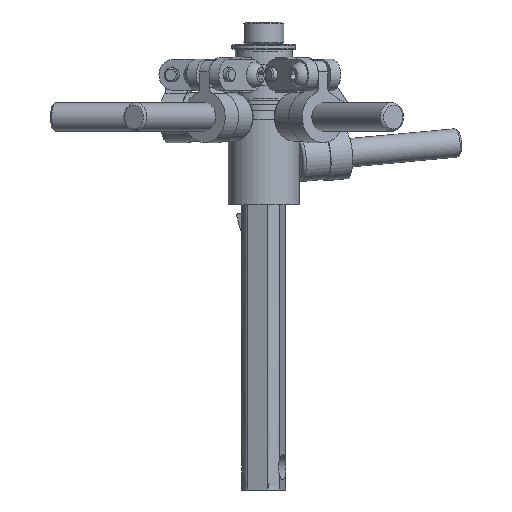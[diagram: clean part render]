
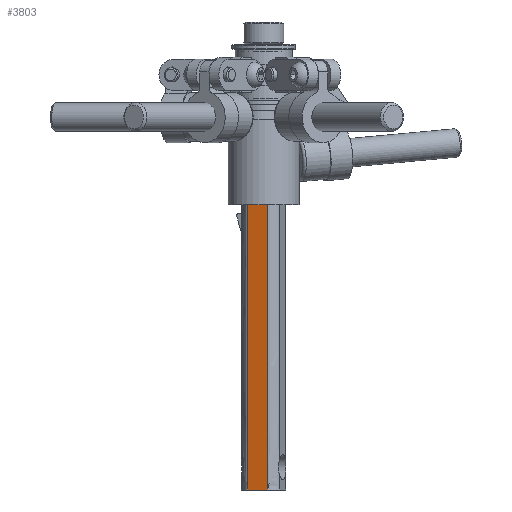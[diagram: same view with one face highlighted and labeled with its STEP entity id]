
A CAD part, front view. The second image highlights one B-rep face of the part: STEP entity #3803.
In plain terms, the highlighted face is planar.
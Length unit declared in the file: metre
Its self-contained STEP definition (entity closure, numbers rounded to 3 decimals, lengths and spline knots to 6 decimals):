
#58=B_SPLINE_CURVE_WITH_KNOTS('',3,(#5922,#5923,#5924,#5925),
 .UNSPECIFIED.,.F.,.F.,(4,4),(0.,1.),.UNSPECIFIED.);
#59=B_SPLINE_CURVE_WITH_KNOTS('',3,(#5929,#5930,#5931,#5932),
 .UNSPECIFIED.,.F.,.F.,(4,4),(0.,1.),.UNSPECIFIED.);
#455=LINE('',#5919,#669);
#456=LINE('',#5927,#670);
#669=VECTOR('',#4787,1.);
#670=VECTOR('',#4788,1.);
#1000=ORIENTED_EDGE('',*,*,#1957,.T.);
#1001=ORIENTED_EDGE('',*,*,#1958,.T.);
#1002=ORIENTED_EDGE('',*,*,#1959,.F.);
#1003=ORIENTED_EDGE('',*,*,#1960,.T.);
#1957=EDGE_CURVE('',#2451,#2452,#455,.T.);
#1958=EDGE_CURVE('',#2452,#2453,#58,.T.);
#1959=EDGE_CURVE('',#2454,#2453,#456,.T.);
#1960=EDGE_CURVE('',#2454,#2451,#59,.T.);
#2451=VERTEX_POINT('',#5920);
#2452=VERTEX_POINT('',#5921);
#2453=VERTEX_POINT('',#5926);
#2454=VERTEX_POINT('',#5928);
#3008=EDGE_LOOP('',(#1000,#1001,#1002,#1003));
#3350=FACE_BOUND('',#3008,.T.);
#3661=PLANE('',#4202);
#3803=ADVANCED_FACE('',(#3350),#3661,.F.);
#4202=AXIS2_PLACEMENT_3D('',#5918,#4785,#4786);
#4785=DIRECTION('',(1.,0.,0.));
#4786=DIRECTION('',(0.,1.,0.));
#4787=DIRECTION('',(0.,-1.,0.));
#4788=DIRECTION('',(0.,-1.,0.));
#5918=CARTESIAN_POINT('',(-0.0035,0.,0.065));
#5919=CARTESIAN_POINT('',(-0.0035,0.,0.));
#5920=CARTESIAN_POINT('',(-0.0035,0.0018,0.));
#5921=CARTESIAN_POINT('',(-0.0035,-0.0018,0.));
#5922=CARTESIAN_POINT('',(-0.0035,-0.0018,0.));
#5923=CARTESIAN_POINT('',(-0.0035,-0.0018,0.021667));
#5924=CARTESIAN_POINT('',(-0.0035,-0.0018,0.043333));
#5925=CARTESIAN_POINT('',(-0.0035,-0.0018,0.065));
#5926=CARTESIAN_POINT('',(-0.0035,-0.0018,0.065));
#5927=CARTESIAN_POINT('',(-0.0035,0.,0.065));
#5928=CARTESIAN_POINT('',(-0.0035,0.0018,0.065));
#5929=CARTESIAN_POINT('',(-0.0035,0.0018,0.065));
#5930=CARTESIAN_POINT('',(-0.0035,0.0018,0.043333));
#5931=CARTESIAN_POINT('',(-0.0035,0.0018,0.021667));
#5932=CARTESIAN_POINT('',(-0.0035,0.0018,0.));
